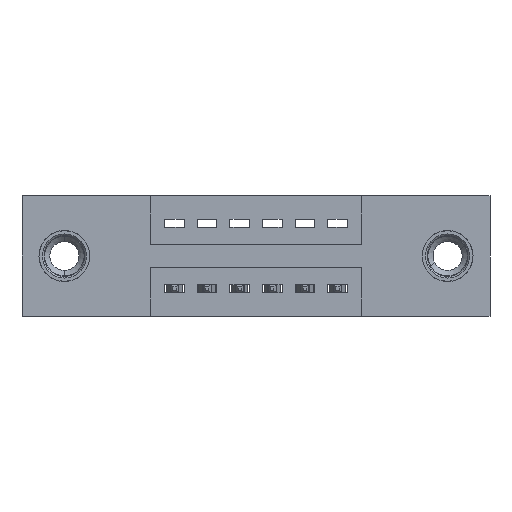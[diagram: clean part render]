
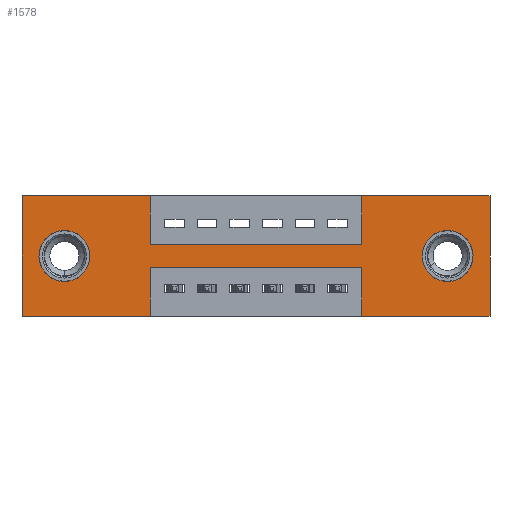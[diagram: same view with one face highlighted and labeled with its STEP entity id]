
A CAD part, front view. The second image highlights one B-rep face of the part: STEP entity #1578.
In plain terms, the highlighted planar face has unit normal (0, -1, 0).
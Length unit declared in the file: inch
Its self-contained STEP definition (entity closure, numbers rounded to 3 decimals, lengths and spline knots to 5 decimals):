
#24 = DIRECTION ( 'NONE',  ( 1., 0., 0. ) ) ;
#25 = LINE ( 'NONE', #888, #5121 ) ;
#40 = DIRECTION ( 'NONE',  ( 0., 0., -1. ) ) ;
#175 = VERTEX_POINT ( 'NONE', #6368 ) ;
#286 = CARTESIAN_POINT ( 'NONE',  ( 0., 0., 0. ) ) ;
#372 = CARTESIAN_POINT ( 'NONE',  ( 0.3925, 0., -0.22 ) ) ;
#624 = EDGE_CURVE ( 'NONE', #6732, #4430, #6747, .T. ) ;
#781 = DIRECTION ( 'NONE',  ( -1., 0., 0. ) ) ;
#820 = CARTESIAN_POINT ( 'NONE',  ( 0.3925, 0., 0. ) ) ;
#881 = EDGE_CURVE ( 'NONE', #4430, #6732, #9199, .T. ) ;
#888 = CARTESIAN_POINT ( 'NONE',  ( 0., 0., 0. ) ) ;
#1089 = DIRECTION ( 'NONE',  ( 1., 0., 0. ) ) ;
#1095 = CIRCLE ( 'NONE', #5055, 0.078 ) ;
#1122 = DIRECTION ( 'NONE',  ( 0., 0., -1. ) ) ;
#1151 = VERTEX_POINT ( 'NONE', #8756 ) ;
#1190 = CARTESIAN_POINT ( 'NONE',  ( 1.0425, 0., -0.15 ) ) ;
#1273 = EDGE_CURVE ( 'NONE', #7312, #175, #9975, .T. ) ;
#1335 = DIRECTION ( 'NONE',  ( 0., 0., 1. ) ) ;
#1343 = ORIENTED_EDGE ( 'NONE', *, *, #7041, .F. ) ;
#1478 = ORIENTED_EDGE ( 'NONE', *, *, #3799, .T. ) ;
#1578 = ADVANCED_FACE ( 'NONE', ( #6606, #8535, #4450 ), #8816, .T. ) ;
#1672 = VECTOR ( 'NONE', #5025, 39.37008 ) ;
#1940 = VERTEX_POINT ( 'NONE', #372 ) ;
#2073 = CARTESIAN_POINT ( 'NONE',  ( 0.13, 0., -0.185 ) ) ;
#2118 = ORIENTED_EDGE ( 'NONE', *, *, #2410, .F. ) ;
#2167 = AXIS2_PLACEMENT_3D ( 'NONE', #6508, #9485, #6794 ) ;
#2250 = VECTOR ( 'NONE', #40, 39.37008 ) ;
#2319 = CARTESIAN_POINT ( 'NONE',  ( 1.305, 0., -0.263 ) ) ;
#2341 = DIRECTION ( 'NONE',  ( 0., 1., 0. ) ) ;
#2389 = VERTEX_POINT ( 'NONE', #5339 ) ;
#2410 = EDGE_CURVE ( 'NONE', #1151, #5498, #5082, .T. ) ;
#2478 = CARTESIAN_POINT ( 'NONE',  ( 0., 0., 0. ) ) ;
#2498 = EDGE_CURVE ( 'NONE', #5374, #6340, #3671, .T. ) ;
#2526 = VECTOR ( 'NONE', #1089, 39.37008 ) ;
#2549 = CARTESIAN_POINT ( 'NONE',  ( 0., 0., -0.37 ) ) ;
#2575 = CARTESIAN_POINT ( 'NONE',  ( 0.3925, 0., -0.37 ) ) ;
#2674 = CARTESIAN_POINT ( 'NONE',  ( 1.0425, 0., -0.37 ) ) ;
#2736 = EDGE_CURVE ( 'NONE', #6340, #1151, #3658, .T. ) ;
#2927 = EDGE_CURVE ( 'NONE', #2389, #1940, #4300, .T. ) ;
#2953 = VERTEX_POINT ( 'NONE', #3033 ) ;
#3003 = AXIS2_PLACEMENT_3D ( 'NONE', #6385, #2341, #10381 ) ;
#3033 = CARTESIAN_POINT ( 'NONE',  ( 0.13, 0., -0.263 ) ) ;
#3069 = CARTESIAN_POINT ( 'NONE',  ( 0.3925, 0., -0.22 ) ) ;
#3132 = VERTEX_POINT ( 'NONE', #3396 ) ;
#3396 = CARTESIAN_POINT ( 'NONE',  ( 1.435, 0., 0. ) ) ;
#3483 = LINE ( 'NONE', #10258, #6041 ) ;
#3658 = LINE ( 'NONE', #820, #2250 ) ;
#3671 = LINE ( 'NONE', #9980, #2526 ) ;
#3763 = EDGE_CURVE ( 'NONE', #5818, #2953, #1095, .T. ) ;
#3799 = EDGE_CURVE ( 'NONE', #2953, #5818, #9909, .T. ) ;
#3836 = LINE ( 'NONE', #2674, #1672 ) ;
#3900 = EDGE_CURVE ( 'NONE', #6345, #7418, #7965, .T. ) ;
#3956 = ORIENTED_EDGE ( 'NONE', *, *, #3900, .F. ) ;
#4062 = VECTOR ( 'NONE', #8650, 39.37008 ) ;
#4167 = VECTOR ( 'NONE', #8782, 39.37008 ) ;
#4300 = LINE ( 'NONE', #3069, #4167 ) ;
#4427 = CARTESIAN_POINT ( 'NONE',  ( 1.435, 0., -0.37 ) ) ;
#4430 = VERTEX_POINT ( 'NONE', #8265 ) ;
#4450 = FACE_OUTER_BOUND ( 'NONE', #4654, .T. ) ;
#4530 = DIRECTION ( 'NONE',  ( 0., 0., -1. ) ) ;
#4608 = ORIENTED_EDGE ( 'NONE', *, *, #7798, .F. ) ;
#4654 = EDGE_LOOP ( 'NONE', ( #8482, #5977, #4608, #9672, #6152, #1343, #9131, #2118, #7482, #5314, #9248, #3956 ) ) ;
#4755 = VECTOR ( 'NONE', #24, 39.37008 ) ;
#4794 = DIRECTION ( 'NONE',  ( 0., -1., 0. ) ) ;
#4879 = LINE ( 'NONE', #2478, #4755 ) ;
#5009 = DIRECTION ( 'NONE',  ( -1., 0., 0. ) ) ;
#5025 = DIRECTION ( 'NONE',  ( 0., 0., 1. ) ) ;
#5055 = AXIS2_PLACEMENT_3D ( 'NONE', #2073, #7781, #5402 ) ;
#5082 = LINE ( 'NONE', #6913, #4062 ) ;
#5103 = CARTESIAN_POINT ( 'NONE',  ( 0.3925, 0., 0. ) ) ;
#5121 = VECTOR ( 'NONE', #9117, 39.37008 ) ;
#5251 = EDGE_LOOP ( 'NONE', ( #9940, #7869 ) ) ;
#5314 = ORIENTED_EDGE ( 'NONE', *, *, #2498, .F. ) ;
#5339 = CARTESIAN_POINT ( 'NONE',  ( 1.0425, 0., -0.22 ) ) ;
#5374 = VERTEX_POINT ( 'NONE', #286 ) ;
#5402 = DIRECTION ( 'NONE',  ( 0., 0., 1. ) ) ;
#5498 = VERTEX_POINT ( 'NONE', #1190 ) ;
#5766 = LINE ( 'NONE', #9464, #6024 ) ;
#5818 = VERTEX_POINT ( 'NONE', #6763 ) ;
#5920 = EDGE_CURVE ( 'NONE', #5498, #8328, #3483, .T. ) ;
#5977 = ORIENTED_EDGE ( 'NONE', *, *, #2927, .F. ) ;
#5988 = CARTESIAN_POINT ( 'NONE',  ( 1.435, 0., 0. ) ) ;
#6024 = VECTOR ( 'NONE', #4530, 39.37008 ) ;
#6041 = VECTOR ( 'NONE', #1335, 39.37008 ) ;
#6152 = ORIENTED_EDGE ( 'NONE', *, *, #10214, .F. ) ;
#6281 = CARTESIAN_POINT ( 'NONE',  ( 1.0425, 0., 0. ) ) ;
#6340 = VERTEX_POINT ( 'NONE', #5103 ) ;
#6345 = VERTEX_POINT ( 'NONE', #2575 ) ;
#6368 = CARTESIAN_POINT ( 'NONE',  ( 1.0425, 0., -0.37 ) ) ;
#6385 = CARTESIAN_POINT ( 'NONE',  ( 0.13, 0., -0.185 ) ) ;
#6507 = EDGE_CURVE ( 'NONE', #1940, #6345, #5766, .T. ) ;
#6508 = CARTESIAN_POINT ( 'NONE',  ( 1.305, 0., -0.185 ) ) ;
#6602 = LINE ( 'NONE', #5988, #10195 ) ;
#6606 = FACE_BOUND ( 'NONE', #5251, .T. ) ;
#6642 = CARTESIAN_POINT ( 'NONE',  ( 1.305, 0., -0.185 ) ) ;
#6732 = VERTEX_POINT ( 'NONE', #2319 ) ;
#6747 = CIRCLE ( 'NONE', #6895, 0.078 ) ;
#6763 = CARTESIAN_POINT ( 'NONE',  ( 0.13, 0., -0.107 ) ) ;
#6794 = DIRECTION ( 'NONE',  ( 0., 0., -1. ) ) ;
#6895 = AXIS2_PLACEMENT_3D ( 'NONE', #6642, #7388, #9823 ) ;
#6913 = CARTESIAN_POINT ( 'NONE',  ( 0.3925, 0., -0.15 ) ) ;
#6926 = VECTOR ( 'NONE', #5009, 39.37008 ) ;
#7041 = EDGE_CURVE ( 'NONE', #8328, #3132, #4879, .T. ) ;
#7113 = EDGE_CURVE ( 'NONE', #7418, #5374, #25, .T. ) ;
#7183 = DIRECTION ( 'NONE',  ( 0., 0., -1. ) ) ;
#7272 = EDGE_LOOP ( 'NONE', ( #8133, #1478 ) ) ;
#7312 = VERTEX_POINT ( 'NONE', #4427 ) ;
#7343 = CARTESIAN_POINT ( 'NONE',  ( 0., 0., -0.37 ) ) ;
#7388 = DIRECTION ( 'NONE',  ( 0., 1., 0. ) ) ;
#7418 = VERTEX_POINT ( 'NONE', #10292 ) ;
#7482 = ORIENTED_EDGE ( 'NONE', *, *, #2736, .F. ) ;
#7641 = VECTOR ( 'NONE', #781, 39.37008 ) ;
#7781 = DIRECTION ( 'NONE',  ( 0., 1., 0. ) ) ;
#7798 = EDGE_CURVE ( 'NONE', #175, #2389, #3836, .T. ) ;
#7869 = ORIENTED_EDGE ( 'NONE', *, *, #624, .T. ) ;
#7965 = LINE ( 'NONE', #7343, #6926 ) ;
#7970 = AXIS2_PLACEMENT_3D ( 'NONE', #8097, #4794, #7183 ) ;
#8097 = CARTESIAN_POINT ( 'NONE',  ( 0., 0., -0.37 ) ) ;
#8133 = ORIENTED_EDGE ( 'NONE', *, *, #3763, .T. ) ;
#8265 = CARTESIAN_POINT ( 'NONE',  ( 1.305, 0., -0.107 ) ) ;
#8328 = VERTEX_POINT ( 'NONE', #6281 ) ;
#8482 = ORIENTED_EDGE ( 'NONE', *, *, #6507, .F. ) ;
#8535 = FACE_BOUND ( 'NONE', #7272, .T. ) ;
#8650 = DIRECTION ( 'NONE',  ( 1., 0., 0. ) ) ;
#8756 = CARTESIAN_POINT ( 'NONE',  ( 0.3925, 0., -0.15 ) ) ;
#8782 = DIRECTION ( 'NONE',  ( -1., 0., 0. ) ) ;
#8816 = PLANE ( 'NONE',  #7970 ) ;
#9117 = DIRECTION ( 'NONE',  ( 0., 0., 1. ) ) ;
#9131 = ORIENTED_EDGE ( 'NONE', *, *, #5920, .F. ) ;
#9199 = CIRCLE ( 'NONE', #2167, 0.078 ) ;
#9248 = ORIENTED_EDGE ( 'NONE', *, *, #7113, .F. ) ;
#9464 = CARTESIAN_POINT ( 'NONE',  ( 0.3925, 0., -0.37 ) ) ;
#9485 = DIRECTION ( 'NONE',  ( 0., 1., 0. ) ) ;
#9672 = ORIENTED_EDGE ( 'NONE', *, *, #1273, .F. ) ;
#9823 = DIRECTION ( 'NONE',  ( 0., 0., -1. ) ) ;
#9909 = CIRCLE ( 'NONE', #3003, 0.078 ) ;
#9940 = ORIENTED_EDGE ( 'NONE', *, *, #881, .T. ) ;
#9975 = LINE ( 'NONE', #2549, #7641 ) ;
#9980 = CARTESIAN_POINT ( 'NONE',  ( 0., 0., 0. ) ) ;
#10195 = VECTOR ( 'NONE', #1122, 39.37008 ) ;
#10214 = EDGE_CURVE ( 'NONE', #3132, #7312, #6602, .T. ) ;
#10258 = CARTESIAN_POINT ( 'NONE',  ( 1.0425, 0., 0. ) ) ;
#10292 = CARTESIAN_POINT ( 'NONE',  ( 0., 0., -0.37 ) ) ;
#10381 = DIRECTION ( 'NONE',  ( 0., 0., 1. ) ) ;
